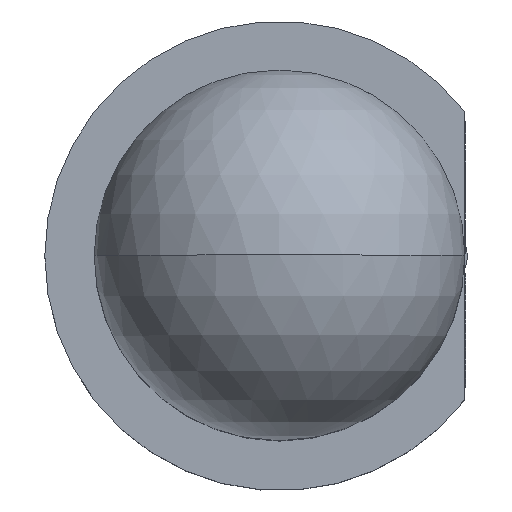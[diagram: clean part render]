
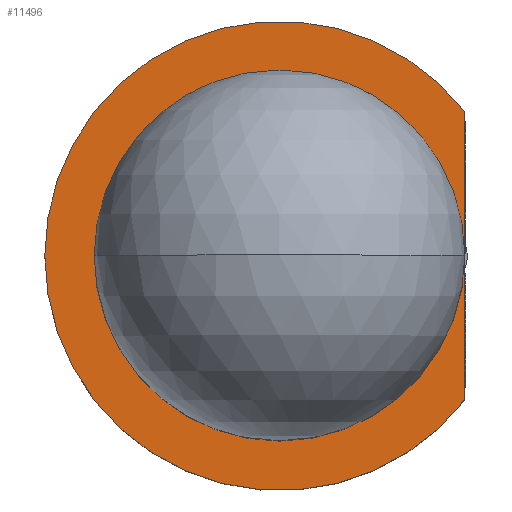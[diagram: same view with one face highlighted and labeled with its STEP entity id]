
A CAD part, top view. The second image highlights one B-rep face of the part: STEP entity #11496.
In plain terms, the highlighted planar face has unit normal (0, 0, 1).
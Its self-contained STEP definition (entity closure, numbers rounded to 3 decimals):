
#127 = DIRECTION ( 'NONE',  ( 0., 0., 1. ) ) ;
#165 = DIRECTION ( 'NONE',  ( 1., 0., 0. ) ) ;
#606 = VERTEX_POINT ( 'NONE', #9800 ) ;
#764 = ORIENTED_EDGE ( 'NONE', *, *, #6822, .T. ) ;
#958 = DIRECTION ( 'NONE',  ( 0., 0., 1. ) ) ;
#1355 = LINE ( 'NONE', #4022, #9994 ) ;
#1510 = CARTESIAN_POINT ( 'NONE',  ( 1.5, 1.166, 1. ) ) ;
#1678 = CIRCLE ( 'NONE', #5053, 1.5 ) ;
#1902 = ORIENTED_EDGE ( 'NONE', *, *, #1940, .F. ) ;
#1940 = EDGE_CURVE ( 'NONE', #4649, #8798, #2976, .T. ) ;
#2186 = CARTESIAN_POINT ( 'NONE',  ( 1.5, 0., 1. ) ) ;
#2370 = DIRECTION ( 'NONE',  ( 0., 1., 0. ) ) ;
#2644 = FACE_OUTER_BOUND ( 'NONE', #9562, .T. ) ;
#2920 = DIRECTION ( 'NONE',  ( 0., 0., 1. ) ) ;
#2976 = CIRCLE ( 'NONE', #4476, 1.5 ) ;
#3045 = CARTESIAN_POINT ( 'NONE',  ( 0., 0., 1. ) ) ;
#3327 = AXIS2_PLACEMENT_3D ( 'NONE', #3560, #958, #165 ) ;
#3354 = LINE ( 'NONE', #1510, #8146 ) ;
#3560 = CARTESIAN_POINT ( 'NONE',  ( 0., 0., 1. ) ) ;
#4022 = CARTESIAN_POINT ( 'NONE',  ( 1.5, 1.166, 1. ) ) ;
#4025 = AXIS2_PLACEMENT_3D ( 'NONE', #3045, #2920, #9106 ) ;
#4374 = EDGE_CURVE ( 'NONE', #7684, #4649, #1355, .T. ) ;
#4476 = AXIS2_PLACEMENT_3D ( 'NONE', #4645, #127, #7241 ) ;
#4564 = ORIENTED_EDGE ( 'NONE', *, *, #4374, .T. ) ;
#4645 = CARTESIAN_POINT ( 'NONE',  ( 0., 0., 1. ) ) ;
#4649 = VERTEX_POINT ( 'NONE', #2186 ) ;
#5053 = AXIS2_PLACEMENT_3D ( 'NONE', #5634, #6476, #9250 ) ;
#5461 = PLANE ( 'NONE',  #4025 ) ;
#5557 = DIRECTION ( 'NONE',  ( 0., 1., 0. ) ) ;
#5634 = CARTESIAN_POINT ( 'NONE',  ( 0., 0., 1. ) ) ;
#6079 = AXIS2_PLACEMENT_3D ( 'NONE', #8713, #10469, #6701 ) ;
#6476 = DIRECTION ( 'NONE',  ( 0., 0., 1. ) ) ;
#6701 = DIRECTION ( 'NONE',  ( 1., 0., 0. ) ) ;
#6822 = EDGE_CURVE ( 'NONE', #606, #11518, #8794, .T. ) ;
#7130 = EDGE_CURVE ( 'NONE', #8798, #4649, #1678, .T. ) ;
#7241 = DIRECTION ( 'NONE',  ( 1., 0., 0. ) ) ;
#7684 = VERTEX_POINT ( 'NONE', #11466 ) ;
#8146 = VECTOR ( 'NONE', #2370, 1000. ) ;
#8713 = CARTESIAN_POINT ( 'NONE',  ( 0., 0., 1. ) ) ;
#8794 = CIRCLE ( 'NONE', #3327, 1.9 ) ;
#8798 = VERTEX_POINT ( 'NONE', #10629 ) ;
#8978 = ORIENTED_EDGE ( 'NONE', *, *, #7130, .F. ) ;
#9106 = DIRECTION ( 'NONE',  ( 1., 0., 0. ) ) ;
#9250 = DIRECTION ( 'NONE',  ( 1., 0., 0. ) ) ;
#9283 = CARTESIAN_POINT ( 'NONE',  ( -1.9, 0., 1. ) ) ;
#9470 = CIRCLE ( 'NONE', #6079, 1.9 ) ;
#9562 = EDGE_LOOP ( 'NONE', ( #4564, #8978, #1902, #11395, #764, #9959 ) ) ;
#9800 = CARTESIAN_POINT ( 'NONE',  ( 1.5, 1.166, 1. ) ) ;
#9959 = ORIENTED_EDGE ( 'NONE', *, *, #10709, .T. ) ;
#9994 = VECTOR ( 'NONE', #5557, 1000. ) ;
#10469 = DIRECTION ( 'NONE',  ( 0., 0., 1. ) ) ;
#10507 = EDGE_CURVE ( 'NONE', #4649, #606, #3354, .T. ) ;
#10629 = CARTESIAN_POINT ( 'NONE',  ( -1.5, 0., 1. ) ) ;
#10709 = EDGE_CURVE ( 'NONE', #11518, #7684, #9470, .T. ) ;
#11395 = ORIENTED_EDGE ( 'NONE', *, *, #10507, .T. ) ;
#11466 = CARTESIAN_POINT ( 'NONE',  ( 1.5, -1.166, 1. ) ) ;
#11496 = ADVANCED_FACE ( 'NONE', ( #2644 ), #5461, .T. ) ;
#11518 = VERTEX_POINT ( 'NONE', #9283 ) ;
